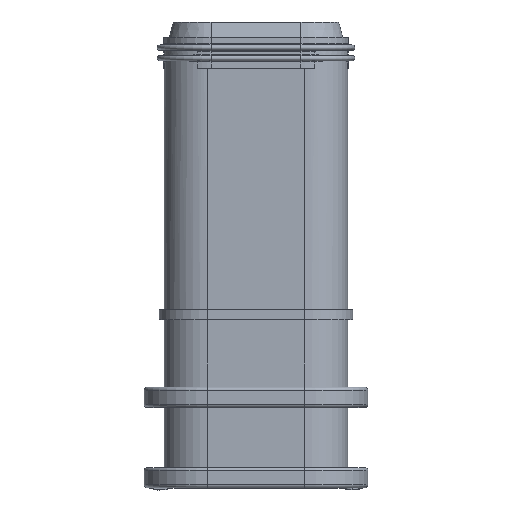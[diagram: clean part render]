
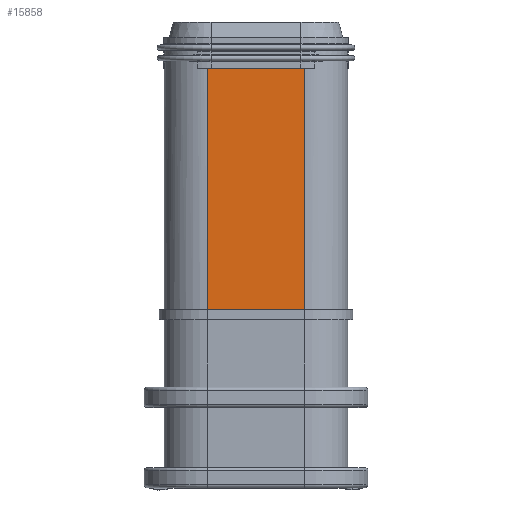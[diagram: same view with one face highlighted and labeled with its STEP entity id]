
A CAD part, top view. The second image highlights one B-rep face of the part: STEP entity #15858.
In plain terms, the highlighted planar face has unit normal (0, 0, 1).
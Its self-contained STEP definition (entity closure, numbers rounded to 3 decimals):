
#12=DIRECTION('',(0.,1.,0.));
#13=VECTOR('',#12,23.98);
#14=CARTESIAN_POINT('',(-4.825,3.02,7.025));
#15=LINE('',#14,#13);
#1710=DIRECTION('',(0.,-1.,0.));
#1711=VECTOR('',#1710,23.98);
#1712=CARTESIAN_POINT('',(4.825,27.,7.025));
#1713=LINE('',#1712,#1711);
#3298=DIRECTION('',(-1.,0.,0.));
#3299=VECTOR('',#3298,9.65);
#3300=CARTESIAN_POINT('',(4.825,3.02,7.025));
#3301=LINE('',#3300,#3299);
#3356=DIRECTION('',(1.,0.,0.));
#3357=VECTOR('',#3356,9.65);
#3358=CARTESIAN_POINT('',(-4.825,27.,7.025));
#3359=LINE('',#3358,#3357);
#10537=CARTESIAN_POINT('',(-4.825,3.02,7.025));
#10539=VERTEX_POINT('',#10537);
#10844=CARTESIAN_POINT('',(4.825,3.02,7.025));
#10845=VERTEX_POINT('',#10844);
#12145=CARTESIAN_POINT('',(-4.825,27.,7.025));
#12146=CARTESIAN_POINT('',(4.825,27.,7.025));
#12147=VERTEX_POINT('',#12145);
#12148=VERTEX_POINT('',#12146);
#15847=CARTESIAN_POINT('',(0.,0.,7.025));
#15848=DIRECTION('',(0.,0.,-1.));
#15849=DIRECTION('',(-1.,0.,0.));
#15850=AXIS2_PLACEMENT_3D('',#15847,#15848,#15849);
#15851=PLANE('',#15850);
#15852=ORIENTED_EDGE('',*,*,#14279,.T.);
#15853=ORIENTED_EDGE('',*,*,#15809,.T.);
#15854=ORIENTED_EDGE('',*,*,#12400,.T.);
#15855=ORIENTED_EDGE('',*,*,#14611,.T.);
#15856=EDGE_LOOP('',(#15852,#15853,#15854,#15855));
#15857=FACE_OUTER_BOUND('',#15856,.F.);
#15858=ADVANCED_FACE('',(#15857),#15851,.F.);
#12400=EDGE_CURVE('',#10539,#12147,#15,.T.);
#14279=EDGE_CURVE('',#12148,#10845,#1713,.T.);
#14611=EDGE_CURVE('',#12147,#12148,#3359,.T.);
#15809=EDGE_CURVE('',#10845,#10539,#3301,.T.);
